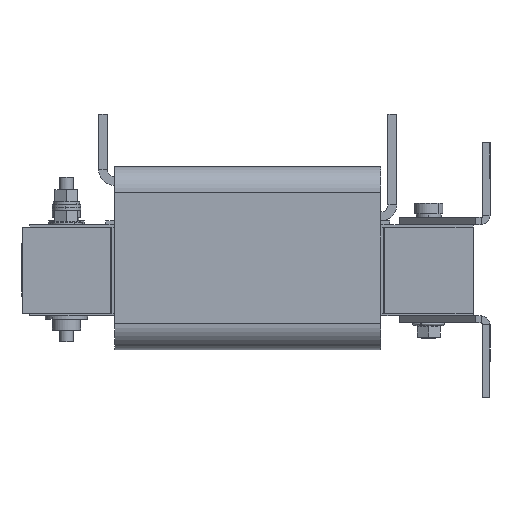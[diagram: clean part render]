
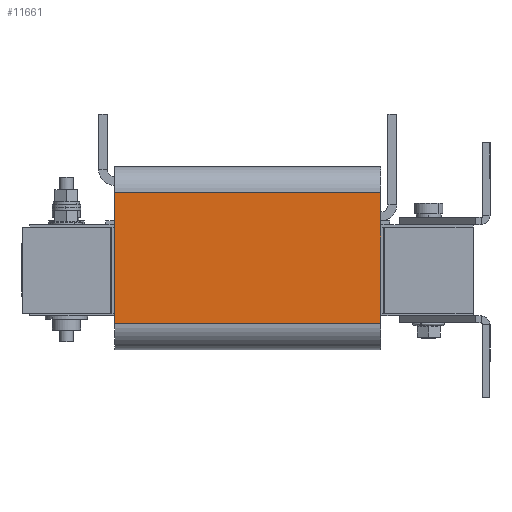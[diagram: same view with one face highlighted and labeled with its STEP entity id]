
A CAD part, left-side view. The second image highlights one B-rep face of the part: STEP entity #11661.
In plain terms, the highlighted planar face has unit normal (-1, 0, 0).
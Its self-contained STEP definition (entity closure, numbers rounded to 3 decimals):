
#238 = CARTESIAN_POINT ( 'NONE',  ( -144.1, 75., -29.85 ) ) ;
#470 = VERTEX_POINT ( 'NONE', #6668 ) ;
#912 = VERTEX_POINT ( 'NONE', #6520 ) ;
#990 = EDGE_CURVE ( 'Defeature ausgef�hrt1_59+Defeature ausgef�hrt1_58+Defeature ausgef�hrt1_53+Defeature ausgef�hrt1_54', #912, #2971, #13122, .T. ) ;
#1110 = LINE ( 'NONE', #4399, #13169 ) ;
#1624 = VECTOR ( 'NONE', #4355, 1000. ) ;
#1787 = ORIENTED_EDGE ( 'NONE', *, *, #4546, .T. ) ;
#1807 = CARTESIAN_POINT ( 'NONE',  ( -144.1, 75., -29.85 ) ) ;
#1931 = VECTOR ( 'NONE', #13240, 1000. ) ;
#2724 = ORIENTED_EDGE ( 'NONE', *, *, #4638, .T. ) ;
#2971 = VERTEX_POINT ( 'NONE', #10957 ) ;
#3729 = ORIENTED_EDGE ( 'NONE', *, *, #990, .F. ) ;
#4025 = ORIENTED_EDGE ( 'NONE', *, *, #5961, .F. ) ;
#4355 = DIRECTION ( 'NONE',  ( 0., -1., 0. ) ) ;
#4399 = CARTESIAN_POINT ( 'NONE',  ( -144.1, -75., -29.85 ) ) ;
#4461 = FACE_OUTER_BOUND ( 'NONE', #11712, .T. ) ;
#4546 = EDGE_CURVE ( 'Defeature ausgef�hrt1_58+Defeature ausgef�hrt1_54+Defeature ausgef�hrt1_57+Defeature ausgef�hrt1_59', #470, #2971, #1110, .T. ) ;
#4638 = EDGE_CURVE ( 'Defeature ausgef�hrt1_58+Defeature ausgef�hrt1_57+Defeature ausgef�hrt1_53+Defeature ausgef�hrt1_54', #7090, #470, #6831, .T. ) ;
#5881 = DIRECTION ( 'NONE',  ( 0., 0., -1. ) ) ;
#5961 = EDGE_CURVE ( 'Defeature ausgef�hrt1_53+Defeature ausgef�hrt1_58+Defeature ausgef�hrt1_57+Defeature ausgef�hrt1_59', #7090, #912, #7327, .T. ) ;
#6516 = CARTESIAN_POINT ( 'NONE',  ( -144.1, 75., -29.85 ) ) ;
#6520 = CARTESIAN_POINT ( 'NONE',  ( -144.1, 75., 43.55 ) ) ;
#6668 = CARTESIAN_POINT ( 'NONE',  ( -144.1, -75., -29.85 ) ) ;
#6831 = LINE ( 'NONE', #238, #1931 ) ;
#7090 = VERTEX_POINT ( 'NONE', #6516 ) ;
#7327 = LINE ( 'NONE', #1807, #13659 ) ;
#7752 = DIRECTION ( 'NONE',  ( 1., 0., 0. ) ) ;
#7891 = PLANE ( 'NONE',  #11112 ) ;
#10957 = CARTESIAN_POINT ( 'NONE',  ( -144.1, -75., 43.55 ) ) ;
#10971 = CARTESIAN_POINT ( 'NONE',  ( -144.1, 75., 43.55 ) ) ;
#11112 = AXIS2_PLACEMENT_3D ( 'NONE', #12406, #7752, #5881 ) ;
#11661 = ADVANCED_FACE ( 'Defeature ausgef�hrt1_58', ( #4461 ), #7891, .F. ) ;
#11712 = EDGE_LOOP ( 'NONE', ( #1787, #3729, #4025, #2724 ) ) ;
#12088 = DIRECTION ( 'NONE',  ( 0., 0., 1. ) ) ;
#12406 = CARTESIAN_POINT ( 'NONE',  ( -144.1, 75., -29.85 ) ) ;
#12736 = DIRECTION ( 'NONE',  ( 0., 0., 1. ) ) ;
#13122 = LINE ( 'NONE', #10971, #1624 ) ;
#13169 = VECTOR ( 'NONE', #12088, 1000. ) ;
#13240 = DIRECTION ( 'NONE',  ( 0., -1., 0. ) ) ;
#13659 = VECTOR ( 'NONE', #12736, 1000. ) ;
